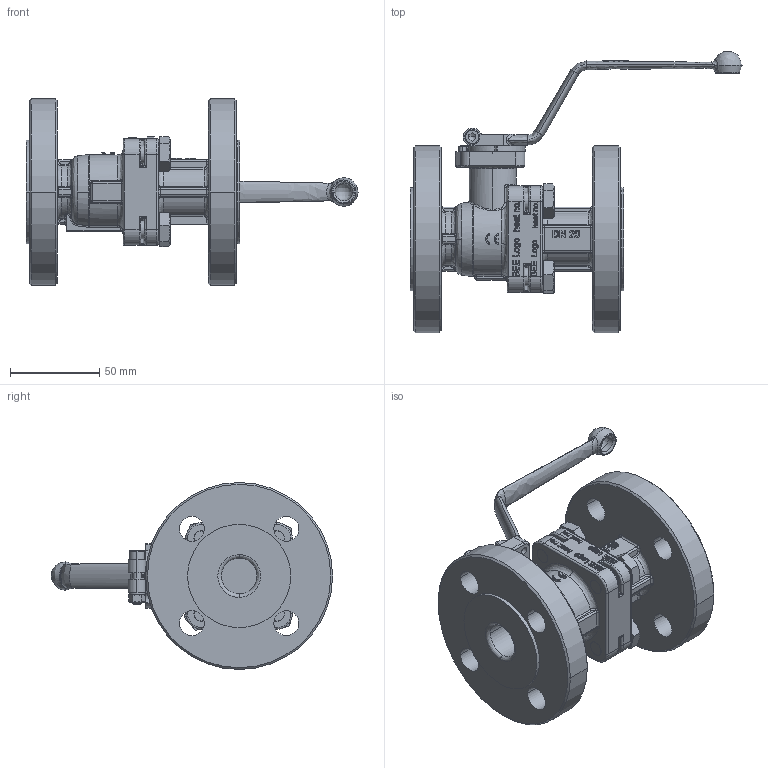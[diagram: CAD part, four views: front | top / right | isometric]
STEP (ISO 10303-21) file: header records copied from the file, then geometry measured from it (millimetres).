
FILE_DESCRIPTION (( 'STEP AP214' ), '1' );
FILE_NAME ('FK05_DN20.STEP', '2022-08-17T12:11:38', ( '' ), ( '' ), 'SwSTEP 2.0', 'SolidWorks 2021', '' );
FILE_SCHEMA (( 'AUTOMOTIVE_DESIGN' ));
Length unit declared in the file: metre
Products named in the file (1): FK05_DN20
Bounding box: 186.5 x 157.96 x 105 mm (x, y, z)
Volume: 415149.7 mm3; surface area: 87863 mm2
Topology: 1 solids, 1 shells, 1400 faces, 3653 edges, 2284 vertices
Faces by surface type: bspline 551, plane 456, cylinder 302, cone 91
Entity records: 74663 total; most frequent: CARTESIAN_POINT 29007, ORIENTED_EDGE 7230, DIRECTION 4727, EDGE_CURVE 3615, VERTEX_POINT 2284, VECTOR 1595, LINE 1595, AXIS2_PLACEMENT_3D 1566
